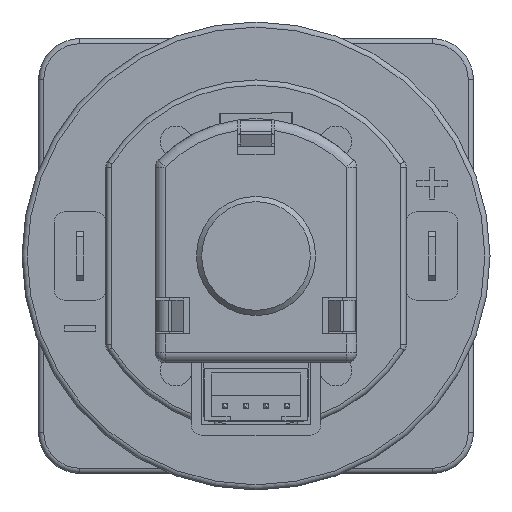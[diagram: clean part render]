
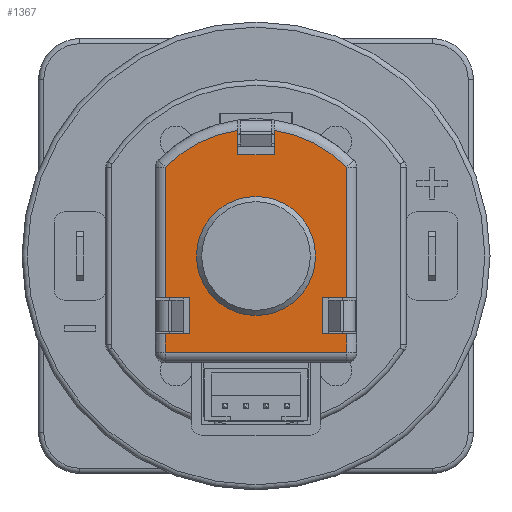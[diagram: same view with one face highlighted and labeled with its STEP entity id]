
A CAD part, left-side view. The second image highlights one B-rep face of the part: STEP entity #1367.
In plain terms, the highlighted face is planar.
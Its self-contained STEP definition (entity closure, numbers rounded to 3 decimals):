
#447=FACE_BOUND('',#3249,.T.);
#448=FACE_BOUND('',#3250,.T.);
#1367=ADVANCED_FACE('',(#447,#448),#1990,.F.);
#1990=PLANE('',#13368);
#3249=EDGE_LOOP('',(#5478,#5479,#5480,#5481,#5482,#5483,#5484,#5485,#5486,
#5487,#5488,#5489,#5490,#5491,#5492,#5493));
#3250=EDGE_LOOP('',(#5494));
#5478=ORIENTED_EDGE('',*,*,#9203,.T.);
#5479=ORIENTED_EDGE('',*,*,#9204,.T.);
#5480=ORIENTED_EDGE('',*,*,#9205,.T.);
#5481=ORIENTED_EDGE('',*,*,#9206,.T.);
#5482=ORIENTED_EDGE('',*,*,#9207,.T.);
#5483=ORIENTED_EDGE('',*,*,#9208,.T.);
#5484=ORIENTED_EDGE('',*,*,#9209,.F.);
#5485=ORIENTED_EDGE('',*,*,#9210,.T.);
#5486=ORIENTED_EDGE('',*,*,#9211,.T.);
#5487=ORIENTED_EDGE('',*,*,#9212,.F.);
#5488=ORIENTED_EDGE('',*,*,#9213,.T.);
#5489=ORIENTED_EDGE('',*,*,#9214,.T.);
#5490=ORIENTED_EDGE('',*,*,#9215,.T.);
#5491=ORIENTED_EDGE('',*,*,#9216,.T.);
#5492=ORIENTED_EDGE('',*,*,#9217,.F.);
#5493=ORIENTED_EDGE('',*,*,#9218,.F.);
#5494=ORIENTED_EDGE('',*,*,#9219,.F.);
#7778=VERTEX_POINT('',#19844);
#7779=VERTEX_POINT('',#19845);
#7780=VERTEX_POINT('',#19847);
#7781=VERTEX_POINT('',#19849);
#7782=VERTEX_POINT('',#19851);
#7783=VERTEX_POINT('',#19853);
#7784=VERTEX_POINT('',#19855);
#7785=VERTEX_POINT('',#19857);
#7786=VERTEX_POINT('',#19859);
#7787=VERTEX_POINT('',#19861);
#7788=VERTEX_POINT('',#19863);
#7789=VERTEX_POINT('',#19865);
#7790=VERTEX_POINT('',#19867);
#7791=VERTEX_POINT('',#19869);
#7792=VERTEX_POINT('',#19871);
#7793=VERTEX_POINT('',#19873);
#7794=VERTEX_POINT('',#19876);
#9203=EDGE_CURVE('',#7778,#7779,#10641,.T.);
#9204=EDGE_CURVE('',#7779,#7780,#10642,.T.);
#9205=EDGE_CURVE('',#7780,#7781,#10643,.T.);
#9206=EDGE_CURVE('',#7781,#7782,#10644,.T.);
#9207=EDGE_CURVE('',#7782,#7783,#10645,.T.);
#9208=EDGE_CURVE('',#7783,#7784,#10646,.T.);
#9209=EDGE_CURVE('',#7785,#7784,#10647,.T.);
#9210=EDGE_CURVE('',#7785,#7786,#10648,.T.);
#9211=EDGE_CURVE('',#7786,#7787,#12436,.T.);
#9212=EDGE_CURVE('',#7788,#7787,#10649,.T.);
#9213=EDGE_CURVE('',#7788,#7789,#10650,.T.);
#9214=EDGE_CURVE('',#7789,#7790,#10651,.T.);
#9215=EDGE_CURVE('',#7790,#7791,#12437,.T.);
#9216=EDGE_CURVE('',#7791,#7792,#10652,.T.);
#9217=EDGE_CURVE('',#7793,#7792,#10653,.T.);
#9218=EDGE_CURVE('',#7778,#7793,#10654,.T.);
#9219=EDGE_CURVE('',#7794,#7794,#12438,.T.);
#10641=LINE('',#19843,#11713);
#10642=LINE('',#19846,#11714);
#10643=LINE('',#19848,#11715);
#10644=LINE('',#19850,#11716);
#10645=LINE('',#19852,#11717);
#10646=LINE('',#19854,#11718);
#10647=LINE('',#19856,#11719);
#10648=LINE('',#19858,#11720);
#10649=LINE('',#19862,#11721);
#10650=LINE('',#19864,#11722);
#10651=LINE('',#19866,#11723);
#10652=LINE('',#19870,#11724);
#10653=LINE('',#19872,#11725);
#10654=LINE('',#19874,#11726);
#11713=VECTOR('',#15833,1.);
#11714=VECTOR('',#15834,1.);
#11715=VECTOR('',#15835,1.);
#11716=VECTOR('',#15836,1.);
#11717=VECTOR('',#15837,1.);
#11718=VECTOR('',#15838,1.);
#11719=VECTOR('',#15839,1.);
#11720=VECTOR('',#15840,1.);
#11721=VECTOR('',#15843,1.);
#11722=VECTOR('',#15844,1.);
#11723=VECTOR('',#15845,1.);
#11724=VECTOR('',#15848,1.);
#11725=VECTOR('',#15849,1.);
#11726=VECTOR('',#15850,1.);
#12436=CIRCLE('',#13365,12.25);
#12437=CIRCLE('',#13366,12.25);
#12438=CIRCLE('',#13367,5.75);
#13365=AXIS2_PLACEMENT_3D('',#19860,#15841,#15842);
#13366=AXIS2_PLACEMENT_3D('',#19868,#15846,#15847);
#13367=AXIS2_PLACEMENT_3D('',#19875,#15851,#15852);
#13368=AXIS2_PLACEMENT_3D('',#19877,#15853,#15854);
#15833=DIRECTION('',(-1.,0.,0.));
#15834=DIRECTION('',(0.,-1.,0.));
#15835=DIRECTION('',(1.,0.,0.));
#15836=DIRECTION('',(0.,1.,0.));
#15837=DIRECTION('',(-1.,0.,0.));
#15838=DIRECTION('',(0.,1.,0.));
#15839=DIRECTION('',(-1.,0.,0.));
#15840=DIRECTION('',(0.,1.,0.));
#15841=DIRECTION('',(0.,0.,1.));
#15842=DIRECTION('',(1.,0.,0.));
#15843=DIRECTION('',(0.,1.,0.));
#15844=DIRECTION('',(-1.,0.,0.));
#15845=DIRECTION('',(0.,1.,0.));
#15846=DIRECTION('',(0.,0.,1.));
#15847=DIRECTION('',(1.,0.,0.));
#15848=DIRECTION('',(0.,-1.,0.));
#15849=DIRECTION('',(-1.,0.,0.));
#15850=DIRECTION('',(0.,1.,0.));
#15851=DIRECTION('',(0.,0.,1.));
#15852=DIRECTION('',(-1.,0.,0.));
#15853=DIRECTION('',(0.,0.,-1.));
#15854=DIRECTION('',(1.,0.,0.));
#19843=CARTESIAN_POINT('',(13.1,12.,98.));
#19844=CARTESIAN_POINT('',(13.1,12.,98.));
#19845=CARTESIAN_POINT('',(10.75,12.,98.));
#19846=CARTESIAN_POINT('',(10.75,10.2,98.));
#19847=CARTESIAN_POINT('',(10.75,10.2,98.));
#19848=CARTESIAN_POINT('',(28.25,10.2,98.));
#19849=CARTESIAN_POINT('',(28.25,10.2,98.));
#19850=CARTESIAN_POINT('',(28.25,12.,98.));
#19851=CARTESIAN_POINT('',(28.25,12.,98.));
#19852=CARTESIAN_POINT('',(29.9,12.,98.));
#19853=CARTESIAN_POINT('',(25.9,12.,98.));
#19854=CARTESIAN_POINT('',(25.9,12.,98.));
#19855=CARTESIAN_POINT('',(25.9,15.5,98.));
#19856=CARTESIAN_POINT('',(29.9,15.5,98.));
#19857=CARTESIAN_POINT('',(28.25,15.5,98.));
#19858=CARTESIAN_POINT('',(28.25,28.073,98.));
#19859=CARTESIAN_POINT('',(28.25,28.073,98.));
#19860=CARTESIAN_POINT('',(19.5,19.5,98.));
#19861=CARTESIAN_POINT('',(21.25,31.624,98.));
#19862=CARTESIAN_POINT('',(21.25,29.3,98.));
#19863=CARTESIAN_POINT('',(21.25,29.3,98.));
#19864=CARTESIAN_POINT('',(21.25,29.3,98.));
#19865=CARTESIAN_POINT('',(17.75,29.3,98.));
#19866=CARTESIAN_POINT('',(17.75,29.3,98.));
#19867=CARTESIAN_POINT('',(17.75,31.624,98.));
#19868=CARTESIAN_POINT('',(19.5,19.5,98.));
#19869=CARTESIAN_POINT('',(10.75,28.073,98.));
#19870=CARTESIAN_POINT('',(10.75,15.5,98.));
#19871=CARTESIAN_POINT('',(10.75,15.5,98.));
#19872=CARTESIAN_POINT('',(13.1,15.5,98.));
#19873=CARTESIAN_POINT('',(13.1,15.5,98.));
#19874=CARTESIAN_POINT('',(13.1,12.,98.));
#19875=CARTESIAN_POINT('',(19.5,19.5,98.));
#19876=CARTESIAN_POINT('',(13.75,19.5,98.));
#19877=CARTESIAN_POINT('',(19.5,19.5,98.));
